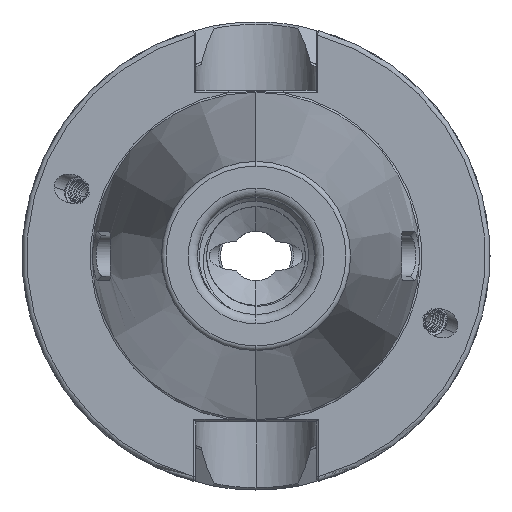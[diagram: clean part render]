
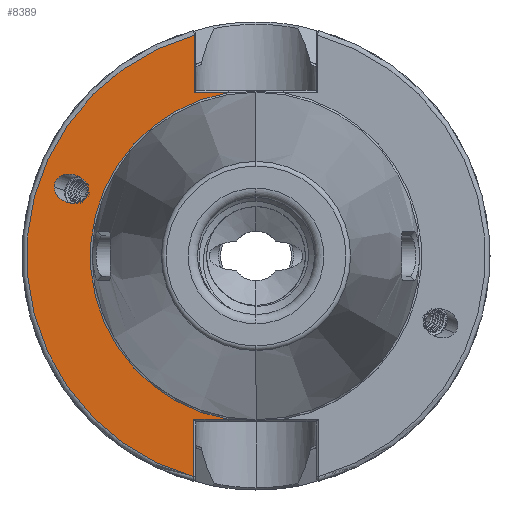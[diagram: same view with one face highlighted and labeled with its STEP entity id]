
A CAD part, left-side view. The second image highlights one B-rep face of the part: STEP entity #8389.
In plain terms, the highlighted planar face has unit normal (-1, 0, 0).
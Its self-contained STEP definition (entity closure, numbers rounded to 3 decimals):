
#282 = CARTESIAN_POINT ( 'NONE',  ( 0., 35.816, 13.963 ) ) ;
#283 = CARTESIAN_POINT ( 'NONE',  ( 0., 35.816, 13.662 ) ) ;
#284 = CARTESIAN_POINT ( 'NONE',  ( 0., 35.867, 13.369 ) ) ;
#285 = CARTESIAN_POINT ( 'NONE',  ( 0., 35.968, 13.091 ) ) ;
#292 = CARTESIAN_POINT ( 'NONE',  ( 0., 43.118, 14.766 ) ) ;
#293 = CARTESIAN_POINT ( 'NONE',  ( 0., 43.118, 20.987 ) ) ;
#294 = CARTESIAN_POINT ( 'NONE',  ( 0., 35.816, 20.184 ) ) ;
#295 = CARTESIAN_POINT ( 'NONE',  ( 0., 35.816, 13.963 ) ) ;
#1143 = AXIS2_PLACEMENT_3D ( 'NONE', #9148, #9152, #9153 ) ;
#3085 = ORIENTED_EDGE ( 'NONE', *, *, #8258, .T. ) ;
#3086 = ORIENTED_EDGE ( 'NONE', *, *, #11181, .T. ) ;
#3087 = ORIENTED_EDGE ( 'NONE', *, *, #8261, .T. ) ;
#3088 = ORIENTED_EDGE ( 'NONE', *, *, #11179, .T. ) ;
#3089 = ORIENTED_EDGE ( 'NONE', *, *, #11178, .T. ) ;
#3090 = ORIENTED_EDGE ( 'NONE', *, *, #11180, .T. ) ;
#3091 = ORIENTED_EDGE ( 'NONE', *, *, #11177, .F. ) ;
#3092 = ORIENTED_EDGE ( 'NONE', *, *, #11176, .T. ) ;
#3093 = ORIENTED_EDGE ( 'NONE', *, *, #11175, .T. ) ;
#4554 = VERTEX_POINT ( 'NONE', #7725 ) ;
#4555 = VERTEX_POINT ( 'NONE', #7726 ) ;
#4556 = VERTEX_POINT ( 'NONE', #7727 ) ;
#4557 = VERTEX_POINT ( 'NONE', #7728 ) ;
#4558 = VERTEX_POINT ( 'NONE', #7729 ) ;
#4559 = VERTEX_POINT ( 'NONE', #7730 ) ;
#4712 = VERTEX_POINT ( 'NONE', #7844 ) ;
#4713 = VERTEX_POINT ( 'NONE', #7845 ) ;
#4715 = VERTEX_POINT ( 'NONE', #7847 ) ;
#7500 = CIRCLE ( 'NONE', #12860, 35.398 ) ;
#7501 = CIRCLE ( 'NONE', #1143, 49. ) ;
#7725 = CARTESIAN_POINT ( 'NONE',  ( 0., 13.194, 47.19 ) ) ;
#7726 = CARTESIAN_POINT ( 'NONE',  ( 0., 13.279, -47.166 ) ) ;
#7727 = CARTESIAN_POINT ( 'NONE',  ( 0., 13.279, -34.9 ) ) ;
#7728 = CARTESIAN_POINT ( 'NONE',  ( 0., 5.916, -34.9 ) ) ;
#7729 = CARTESIAN_POINT ( 'NONE',  ( 0., 5.916, 34.9 ) ) ;
#7730 = CARTESIAN_POINT ( 'NONE',  ( 0., 13.194, 34.9 ) ) ;
#7844 = CARTESIAN_POINT ( 'NONE',  ( 0., 35.816, 13.963 ) ) ;
#7845 = CARTESIAN_POINT ( 'NONE',  ( 0., 35.968, 13.091 ) ) ;
#7847 = CARTESIAN_POINT ( 'NONE',  ( 0., 43.118, 14.766 ) ) ;
#8258 = EDGE_CURVE ( 'NONE', #4712, #4713, #9933, .T. ) ;
#8261 = EDGE_CURVE ( 'NONE', #4715, #4712, #9931, .T. ) ;
#8389 = ADVANCED_FACE ( 'NONE', ( #14025, #14029 ), #9873, .F. ) ;
#9139 = CARTESIAN_POINT ( 'NONE',  ( 0., 0., 0. ) ) ;
#9140 = LINE ( 'NONE', #9141, #12861 ) ;
#9141 = CARTESIAN_POINT ( 'NONE',  ( 0., 13.194, 47.285 ) ) ;
#9142 = DIRECTION ( 'NONE',  ( 0., 0., 1. ) ) ;
#9143 = LINE ( 'NONE', #9144, #12862 ) ;
#9144 = CARTESIAN_POINT ( 'NONE',  ( 0., 12.85, 34.9 ) ) ;
#9145 = DIRECTION ( 'NONE',  ( 0., 1., 0. ) ) ;
#9146 = DIRECTION ( 'NONE',  ( -1., 0., 0. ) ) ;
#9147 = DIRECTION ( 'NONE',  ( 0., 0., 1. ) ) ;
#9148 = CARTESIAN_POINT ( 'NONE',  ( 0., 0., 0. ) ) ;
#9149 = LINE ( 'NONE', #9150, #12863 ) ;
#9150 = CARTESIAN_POINT ( 'NONE',  ( 0., 35.398, -34.9 ) ) ;
#9151 = DIRECTION ( 'NONE',  ( 0., -1., 0. ) ) ;
#9152 = DIRECTION ( 'NONE',  ( -1., 0., 0. ) ) ;
#9153 = DIRECTION ( 'NONE',  ( 0., 0., 1. ) ) ;
#9154 = LINE ( 'NONE', #9155, #12865 ) ;
#9155 = CARTESIAN_POINT ( 'NONE',  ( 0., 13.279, 0. ) ) ;
#9156 = DIRECTION ( 'NONE',  ( 0., 0., 1. ) ) ;
#9157 = CARTESIAN_POINT ( 'NONE',  ( 0., 35.968, 13.091 ) ) ;
#9158 = CARTESIAN_POINT ( 'NONE',  ( 0., 37.57, 8.69 ) ) ;
#9159 = CARTESIAN_POINT ( 'NONE',  ( 0., 43.118, 9.99 ) ) ;
#9160 = CARTESIAN_POINT ( 'NONE',  ( 0., 43.118, 14.766 ) ) ;
#9873 = PLANE ( 'NONE',  #14031 ) ;
#9874 = CARTESIAN_POINT ( 'NONE',  ( 0., 35.398, 0. ) ) ;
#9875 = DIRECTION ( 'NONE',  ( 1., 0., 0. ) ) ;
#9876 = DIRECTION ( 'NONE',  ( 0., 0., -1. ) ) ;
#9931 =( BOUNDED_CURVE ( )  B_SPLINE_CURVE ( 3, ( #292, #293, #294, #295 ),
 .UNSPECIFIED., .F., .T. ) 
 B_SPLINE_CURVE_WITH_KNOTS ( ( 4, 4 ),
 ( 2.852, 5.993 ),
 .UNSPECIFIED. ) 
 CURVE ( )  GEOMETRIC_REPRESENTATION_ITEM ( )  RATIONAL_B_SPLINE_CURVE ( ( 1., 0.333, 0.333, 1. ) ) 
 REPRESENTATION_ITEM ( '' )  );
#9933 =( BOUNDED_CURVE ( )  B_SPLINE_CURVE ( 3, ( #282, #283, #284, #285 ),
 .UNSPECIFIED., .F., .T. ) 
 B_SPLINE_CURVE_WITH_KNOTS ( ( 4, 4 ),
 ( 5.993, 6.283 ),
 .UNSPECIFIED. ) 
 CURVE ( )  GEOMETRIC_REPRESENTATION_ITEM ( )  RATIONAL_B_SPLINE_CURVE ( ( 1., 0.993, 0.993, 1. ) ) 
 REPRESENTATION_ITEM ( '' )  );
#11175 = EDGE_CURVE ( 'NONE', #4559, #4554, #9140, .T. ) ;
#11176 = EDGE_CURVE ( 'NONE', #4558, #4559, #9143, .T. ) ;
#11177 = EDGE_CURVE ( 'NONE', #4558, #4557, #7500, .T. ) ;
#11178 = EDGE_CURVE ( 'NONE', #4556, #4557, #9149, .T. ) ;
#11179 = EDGE_CURVE ( 'NONE', #4554, #4555, #7501, .T. ) ;
#11180 = EDGE_CURVE ( 'NONE', #4555, #4556, #9154, .T. ) ;
#11181 = EDGE_CURVE ( 'NONE', #4713, #4715, #13102, .T. ) ;
#12618 = EDGE_LOOP ( 'NONE', ( #3086, #3087, #3085 ) ) ;
#12619 = EDGE_LOOP ( 'NONE', ( #3088, #3090, #3089, #3091, #3092, #3093 ) ) ;
#12860 = AXIS2_PLACEMENT_3D ( 'NONE', #9139, #9146, #9147 ) ;
#12861 = VECTOR ( 'NONE', #9142, 1000. ) ;
#12862 = VECTOR ( 'NONE', #9145, 1000. ) ;
#12863 = VECTOR ( 'NONE', #9151, 1000. ) ;
#12865 = VECTOR ( 'NONE', #9156, 1000. ) ;
#13102 =( BOUNDED_CURVE ( )  B_SPLINE_CURVE ( 3, ( #9157, #9158, #9159, #9160 ),
 .UNSPECIFIED., .F., .T. ) 
 B_SPLINE_CURVE_WITH_KNOTS ( ( 4, 4 ),
 ( 0., 2.852 ),
 .UNSPECIFIED. ) 
 CURVE ( )  GEOMETRIC_REPRESENTATION_ITEM ( )  RATIONAL_B_SPLINE_CURVE ( ( 1., 0.43, 0.43, 1. ) ) 
 REPRESENTATION_ITEM ( '' )  );
#14025 = FACE_BOUND ( 'NONE', #12618, .T. ) ;
#14029 = FACE_OUTER_BOUND ( 'NONE', #12619, .T. ) ;
#14031 = AXIS2_PLACEMENT_3D ( 'NONE', #9874, #9875, #9876 ) ;
